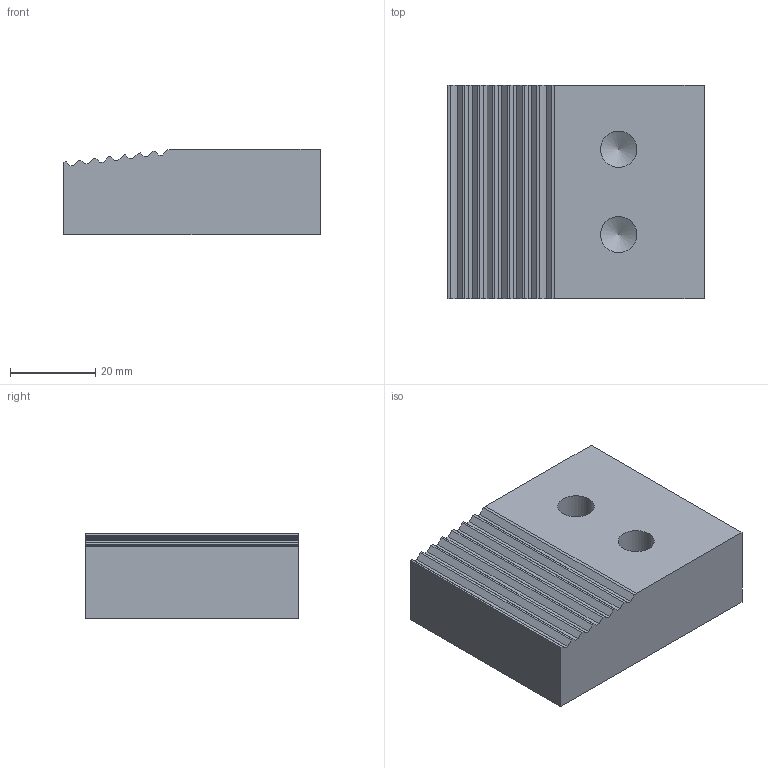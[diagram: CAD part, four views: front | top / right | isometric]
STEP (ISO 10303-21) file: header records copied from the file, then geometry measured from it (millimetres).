
FILE_DESCRIPTION( ( 'STEP AP203' ), '1' );
FILE_NAME( ' ', ' ', ( ' ' ), ( ' ' ), 'PSStep 10.0', ' ', ' ' );
FILE_SCHEMA( ( 'CONFIG_CONTROL_DESIGN' ) );
Length unit declared in the file: millimetre
Products named in the file (1): 1
Bounding box: 60 x 50 x 20 mm (x, y, z)
Volume: 56191.4 mm3; surface area: 11012.4 mm2
Topology: 1 solids, 1 shells, 39 faces, 109 edges, 72 vertices
Faces by surface type: plane 35, cone 2, cylinder 2
Full cylindrical faces by diameter (mm): 8.5 x2
Entity records: 1245 total; most frequent: CARTESIAN_POINT 215, ORIENTED_EDGE 206, DIRECTION 187, EDGE_CURVE 103, LINE 99, VECTOR 99, VERTEX_POINT 72, AXIS2_PLACEMENT_3D 44
